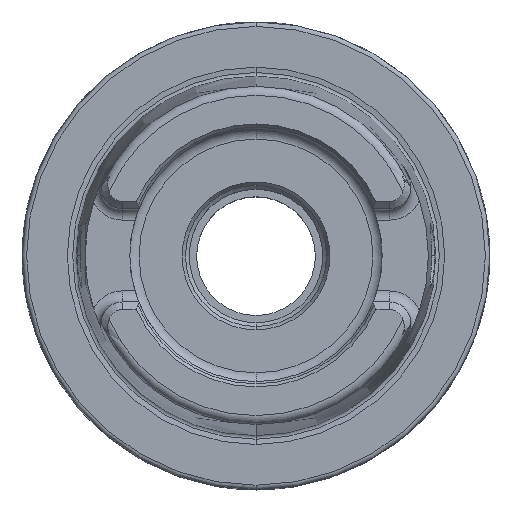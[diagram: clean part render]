
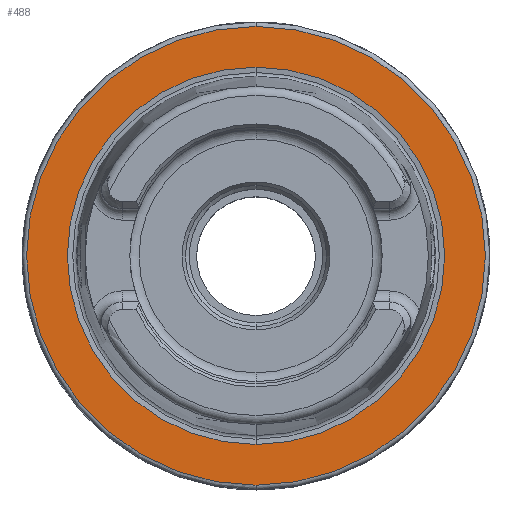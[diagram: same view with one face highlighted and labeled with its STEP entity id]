
A CAD part, top view. The second image highlights one B-rep face of the part: STEP entity #488.
In plain terms, the highlighted planar face has unit normal (0, 0, 1).
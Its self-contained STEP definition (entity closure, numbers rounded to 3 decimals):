
#488=ADVANCED_FACE('',(#687,#688),#646,.T.);
#646=PLANE('',#3450);
#687=FACE_BOUND('',#758,.T.);
#688=FACE_BOUND('',#759,.T.);
#758=EDGE_LOOP('',(#1554,#1555));
#759=EDGE_LOOP('',(#1556,#1557));
#1554=ORIENTED_EDGE('',*,*,#2726,.F.);
#1555=ORIENTED_EDGE('',*,*,#2727,.F.);
#1556=ORIENTED_EDGE('',*,*,#2728,.F.);
#1557=ORIENTED_EDGE('',*,*,#2729,.F.);
#2356=VERTEX_POINT('',#5503);
#2357=VERTEX_POINT('',#5505);
#2358=VERTEX_POINT('',#5510);
#2359=VERTEX_POINT('',#5511);
#2726=EDGE_CURVE('',#2357,#2356,#3110,.T.);
#2727=EDGE_CURVE('',#2356,#2357,#3111,.T.);
#2728=EDGE_CURVE('',#2358,#2359,#3112,.T.);
#2729=EDGE_CURVE('',#2359,#2358,#3113,.T.);
#3110=CIRCLE('',#3445,30.9);
#3111=CIRCLE('',#3447,30.9);
#3112=CIRCLE('',#3448,25.415);
#3113=CIRCLE('',#3449,25.415);
#3445=AXIS2_PLACEMENT_3D('',#5506,#4062,#4063);
#3447=AXIS2_PLACEMENT_3D('',#5508,#4066,#4067);
#3448=AXIS2_PLACEMENT_3D('',#5509,#4068,#4069);
#3449=AXIS2_PLACEMENT_3D('',#5512,#4070,#4071);
#3450=AXIS2_PLACEMENT_3D('',#5513,#4072,#4073);
#4062=DIRECTION('',(0.,0.,-1.));
#4063=DIRECTION('',(0.,1.,0.));
#4066=DIRECTION('',(0.,0.,-1.));
#4067=DIRECTION('',(0.,-1.,0.));
#4068=DIRECTION('',(0.,0.,1.));
#4069=DIRECTION('',(0.,1.,0.));
#4070=DIRECTION('',(0.,0.,1.));
#4071=DIRECTION('',(0.,-1.,0.));
#4072=DIRECTION('',(0.,0.,1.));
#4073=DIRECTION('',(0.,1.,0.));
#5503=CARTESIAN_POINT('',(0.,-30.9,0.));
#5505=CARTESIAN_POINT('',(0.,30.9,0.));
#5506=CARTESIAN_POINT('',(0.,0.,0.));
#5508=CARTESIAN_POINT('',(0.,0.,0.));
#5509=CARTESIAN_POINT('',(0.,0.,0.));
#5510=CARTESIAN_POINT('',(0.,25.415,0.));
#5511=CARTESIAN_POINT('',(0.,-25.415,0.));
#5512=CARTESIAN_POINT('',(0.,0.,0.));
#5513=CARTESIAN_POINT('',(0.,0.,0.));
